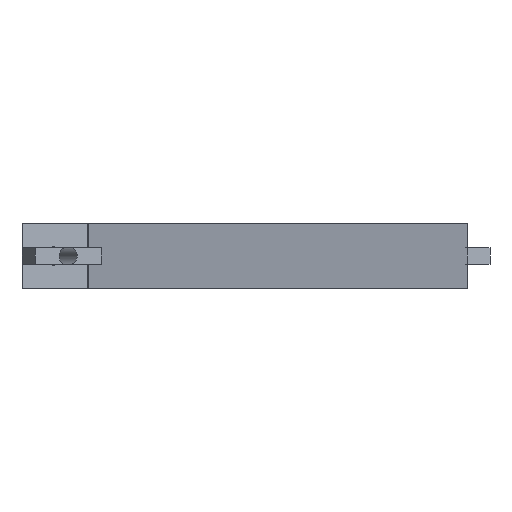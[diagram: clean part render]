
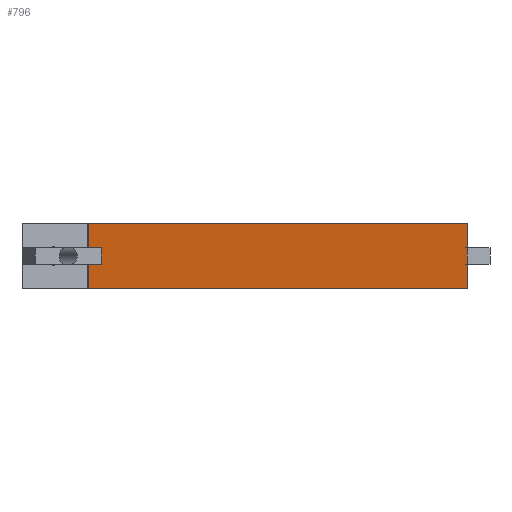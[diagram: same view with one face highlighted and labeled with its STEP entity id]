
A CAD part, left-side view. The second image highlights one B-rep face of the part: STEP entity #796.
In plain terms, the highlighted planar face has unit normal (-0.5, -0.866, 0).
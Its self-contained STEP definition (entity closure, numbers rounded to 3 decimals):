
#58=PLANE('',#865);
#101=FACE_OUTER_BOUND('',#154,.T.);
#154=EDGE_LOOP('',(#735,#736,#737,#738,#739,#740));
#176=LINE('',#1119,#261);
#221=LINE('',#1233,#306);
#222=LINE('',#1236,#307);
#239=LINE('',#1283,#324);
#240=LINE('',#1286,#325);
#252=LINE('',#1308,#337);
#261=VECTOR('',#893,10.);
#306=VECTOR('',#1004,10.);
#307=VECTOR('',#1007,10.);
#324=VECTOR('',#1058,10.);
#325=VECTOR('',#1061,10.);
#337=VECTOR('',#1083,10.);
#362=VERTEX_POINT('',#1116);
#363=VERTEX_POINT('',#1118);
#374=VERTEX_POINT('',#1154);
#400=VERTEX_POINT('',#1235);
#413=VERTEX_POINT('',#1281);
#414=VERTEX_POINT('',#1285);
#434=EDGE_CURVE('',#363,#362,#176,.T.);
#491=EDGE_CURVE('',#374,#363,#221,.T.);
#492=EDGE_CURVE('',#400,#374,#222,.T.);
#515=EDGE_CURVE('',#413,#362,#239,.F.);
#516=EDGE_CURVE('',#400,#414,#240,.T.);
#528=EDGE_CURVE('',#413,#414,#252,.F.);
#735=ORIENTED_EDGE('',*,*,#492,.T.);
#736=ORIENTED_EDGE('',*,*,#491,.T.);
#737=ORIENTED_EDGE('',*,*,#434,.T.);
#738=ORIENTED_EDGE('',*,*,#515,.F.);
#739=ORIENTED_EDGE('',*,*,#528,.T.);
#740=ORIENTED_EDGE('',*,*,#516,.F.);
#796=ADVANCED_FACE('',(#101),#58,.F.);
#865=AXIS2_PLACEMENT_3D('',#1309,#1084,#1085);
#893=DIRECTION('',(0.,0.,1.));
#1004=DIRECTION('',(0.,0.,1.));
#1007=DIRECTION('',(0.,0.,1.));
#1058=DIRECTION('',(-0.866,0.5,0.));
#1061=DIRECTION('',(-0.866,0.5,0.));
#1083=DIRECTION('',(0.,0.,1.));
#1084=DIRECTION('center_axis',(0.5,0.866,0.));
#1085=DIRECTION('ref_axis',(0.866,-0.5,0.));
#1116=CARTESIAN_POINT('',(-2018.391,2502.251,1922.668));
#1118=CARTESIAN_POINT('',(-2018.391,2502.251,1915.168));
#1119=CARTESIAN_POINT('',(-2018.391,2502.251,1917.668));
#1154=CARTESIAN_POINT('',(-2018.391,2502.251,1910.168));
#1233=CARTESIAN_POINT('',(-2018.391,2502.251,1917.668));
#1235=CARTESIAN_POINT('',(-2018.391,2502.251,1902.668));
#1236=CARTESIAN_POINT('',(-2018.391,2502.251,1917.668));
#1281=CARTESIAN_POINT('',(-2217.723,2617.358,1922.668));
#1283=CARTESIAN_POINT('',(-2168.486,2588.925,1922.668));
#1285=CARTESIAN_POINT('',(-2217.723,2617.358,1902.668));
#1286=CARTESIAN_POINT('',(-2168.486,2588.925,1902.668));
#1308=CARTESIAN_POINT('',(-2217.723,2617.358,1922.668));
#1309=CARTESIAN_POINT('Origin',(-2218.883,2618.028,1922.668));
